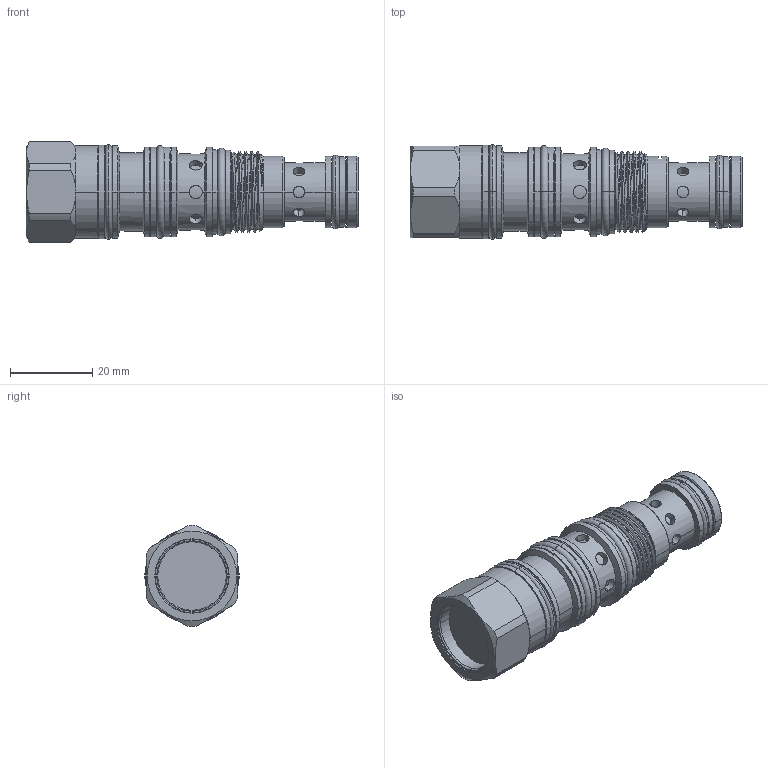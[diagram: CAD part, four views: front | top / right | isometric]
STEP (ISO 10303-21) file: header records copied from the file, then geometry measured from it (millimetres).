
FILE_DESCRIPTION (( 'STEP AP203' ), '1' );
FILE_NAME ('PW21A40-8.STEP', '2020-06-10T07:43:32', ( '' ), ( '' ), 'SwSTEP 2.0', 'SolidWorks 2018', '' );
FILE_SCHEMA (( 'CONFIG_CONTROL_DESIGN' ));
Length unit declared in the file: millimetre
Products named in the file (1): PW21A40-8
Bounding box: 80.74 x 22.98 x 24.59 mm (x, y, z)
Volume: 23224.4 mm3; surface area: 10027.3 mm2
Topology: 6 solids, 6 shells, 258 faces, 569 edges, 352 vertices
Faces by surface type: cylinder 137, cone 45, plane 43, torus 30, bspline 3
Entity records: 10247 total; most frequent: CARTESIAN_POINT 4544, DIRECTION 1209, ORIENTED_EDGE 1138, EDGE_CURVE 569, AXIS2_PLACEMENT_3D 517, VERTEX_POINT 352, EDGE_LOOP 295, CIRCLE 261
